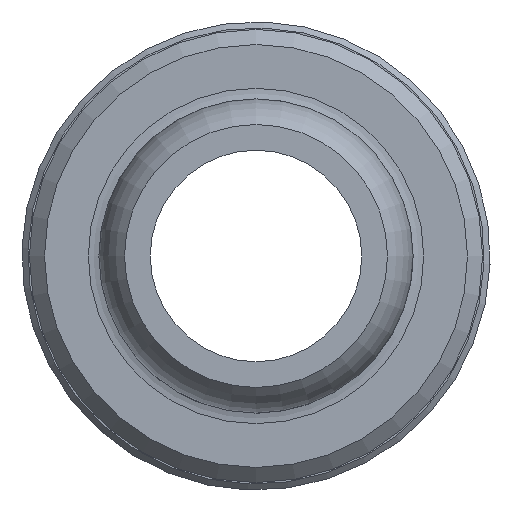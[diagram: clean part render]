
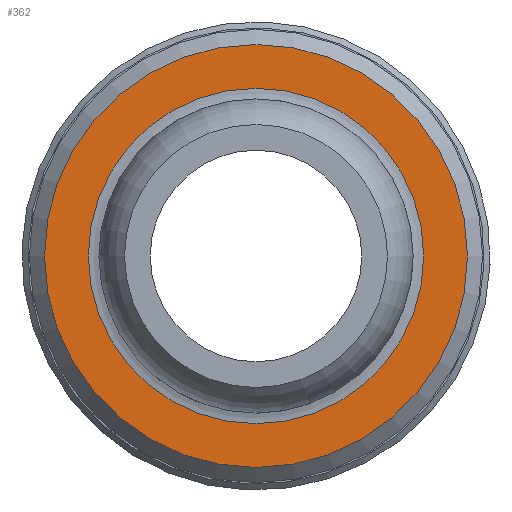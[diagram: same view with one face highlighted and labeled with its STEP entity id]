
A CAD part, left-side view. The second image highlights one B-rep face of the part: STEP entity #362.
In plain terms, the highlighted planar face has unit normal (-1, 0, 0).
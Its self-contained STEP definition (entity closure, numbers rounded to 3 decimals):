
#320=CARTESIAN_POINT('',(25.0,7.,0.));
#321=VERTEX_POINT('',#320);
#322=CARTESIAN_POINT('',(25.0,0.0,0.0));
#323=DIRECTION('',(1.0,0.0,0.0));
#324=DIRECTION('',(0.0,-1.0,0.0));
#325=AXIS2_PLACEMENT_3D('',#322,#323,#324);
#326=CIRCLE('',#325,7.);
#327=EDGE_CURVE('',#321,#321,#326,.T.);
#343=CARTESIAN_POINT('',(25.0,6.025,0.0));
#344=DIRECTION('',(-1.0,0.0,0.0));
#345=DIRECTION('',(0.0,0.0,1.0));
#346=AXIS2_PLACEMENT_3D('',#343,#344,#345);
#347=PLANE('',#346);
#348=ORIENTED_EDGE('',*,*,#327,.F.);
#349=EDGE_LOOP('',(#348));
#350=FACE_OUTER_BOUND('',#349,.T.);
#351=CARTESIAN_POINT('',(25.0,5.55,0.));
#352=VERTEX_POINT('',#351);
#353=CARTESIAN_POINT('',(25.0,0.0,0.0));
#354=DIRECTION('',(-1.0,0.0,0.0));
#355=DIRECTION('',(0.0,-1.0,0.0));
#356=AXIS2_PLACEMENT_3D('',#353,#354,#355);
#357=CIRCLE('',#356,5.55);
#358=EDGE_CURVE('',#352,#352,#357,.T.);
#359=ORIENTED_EDGE('',*,*,#358,.F.);
#360=EDGE_LOOP('',(#359));
#361=FACE_BOUND('',#360,.T.);
#362=ADVANCED_FACE('',(#350,#361),#347,.T.);
